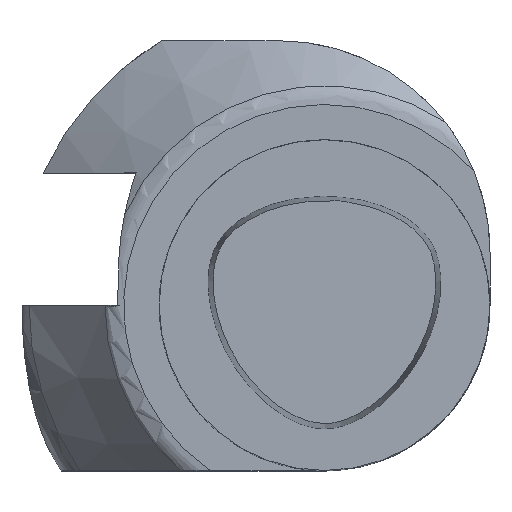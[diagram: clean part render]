
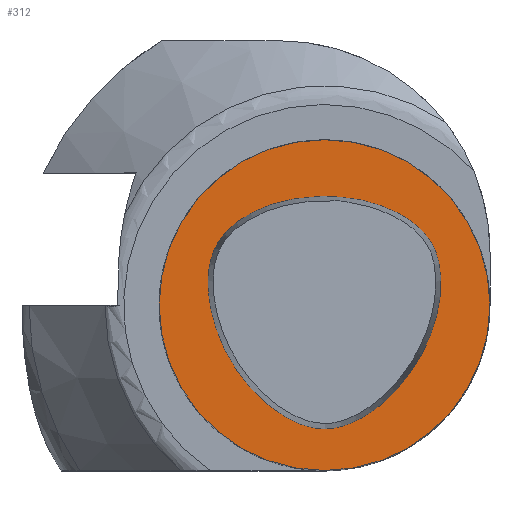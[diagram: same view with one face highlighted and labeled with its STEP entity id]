
A CAD part, top view. The second image highlights one B-rep face of the part: STEP entity #312.
In plain terms, the highlighted planar face has unit normal (0, 0, 1).
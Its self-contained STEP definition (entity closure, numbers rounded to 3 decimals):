
#172=EDGE_CURVE('240[2]',#438,#438,#439,.T.);
#291=EDGE_CURVE('240[2]',#592,#592,#593,.T.);
#312=ADVANCED_FACE('240[2]',(#616,#617),#618,.F.);
#438=VERTEX_POINT('',#838);
#439=B_SPLINE_CURVE_WITH_KNOTS('',3,(#839,#840,#841,#842,#843,#844,#845,#846,#847,#848,#849,#850,#851,#852,#853,#854,#855,#856,#857,#858,#859,#860,#861,#862,#863,#864,#865,#866,#867,#868,#869,#870,#871,#872,#873,#874,#875,#876,#877,#878,#879,#880,#881,#882,#883,#884,#885,#886,#887,#888,#889,#890,#891,#892,#893,#894,#895,#896,#897,#898,#899,#900,#901,#902,#903,#904,#905,#906,#907,#908,#909,#910,#911,#912,#913,#914,#915,#916,#917,#918,#919,#920,#921,#922,#923,#924,#925,#926,#927,#928,#929,#930,#931,#932,#933,#934),.UNSPECIFIED.,.T.,.F.,(4,2,2,2,2,2,2,2,2,2,2,2,2,2,2,2,2,2,2,2,2,2,2,2,2,2,2,2,2,2,2,2,2,2,2,2,2,2,2,2,2,2,2,2,2,2,2,4),(0.0,0.,0.023,0.046,0.069,0.091,0.112,0.133,0.153,0.173,0.194,0.214,0.236,0.257,0.28,0.302,0.326,0.349,0.372,0.395,0.417,0.438,0.459,0.48,0.5,0.52,0.541,0.562,0.583,0.605,0.628,0.651,0.674,0.698,0.72,0.743,0.764,0.786,0.806,0.827,0.847,0.867,0.888,0.909,0.931,0.954,0.977,1.0),.UNSPECIFIED.);
#592=VERTEX_POINT('',#1257);
#593=CIRCLE('',#1258,24.99);
#616=FACE_OUTER_BOUND('',#1706,.T.);
#617=FACE_BOUND('',#1707,.T.);
#618=PLANE('',#1708);
#838=CARTESIAN_POINT('',(0.001,-18.694,0.0));
#839=CARTESIAN_POINT('',(0.001,-18.694,0.0));
#840=CARTESIAN_POINT('',(0.011,-18.694,0.0));
#841=CARTESIAN_POINT('',(0.02,-18.694,0.0));
#842=CARTESIAN_POINT('',(0.871,-18.695,0.0));
#843=CARTESIAN_POINT('',(1.713,-18.556,0.));
#844=CARTESIAN_POINT('',(3.347,-18.108,0.0));
#845=CARTESIAN_POINT('',(4.138,-17.797,0.0));
#846=CARTESIAN_POINT('',(5.644,-17.061,0.0));
#847=CARTESIAN_POINT('',(6.361,-16.639,0.0));
#848=CARTESIAN_POINT('',(7.712,-15.718,0.0));
#849=CARTESIAN_POINT('',(8.348,-15.221,0.0));
#850=CARTESIAN_POINT('',(9.549,-14.18,0.0));
#851=CARTESIAN_POINT('',(10.114,-13.638,0.0));
#852=CARTESIAN_POINT('',(11.179,-12.514,0.0));
#853=CARTESIAN_POINT('',(11.678,-11.934,0.0));
#854=CARTESIAN_POINT('',(12.616,-10.742,0.0));
#855=CARTESIAN_POINT('',(13.055,-10.13,0.));
#856=CARTESIAN_POINT('',(13.877,-8.876,0.0));
#857=CARTESIAN_POINT('',(14.26,-8.233,0.0));
#858=CARTESIAN_POINT('',(14.972,-6.916,0.0));
#859=CARTESIAN_POINT('',(15.3,-6.242,0.0));
#860=CARTESIAN_POINT('',(15.902,-4.857,0.));
#861=CARTESIAN_POINT('',(16.174,-4.147,0.));
#862=CARTESIAN_POINT('',(16.658,-2.689,0.0));
#863=CARTESIAN_POINT('',(16.869,-1.941,0.0));
#864=CARTESIAN_POINT('',(17.218,-0.406,0.0));
#865=CARTESIAN_POINT('',(17.354,0.381,0.0));
#866=CARTESIAN_POINT('',(17.542,1.99,0.0));
#867=CARTESIAN_POINT('',(17.59,2.813,0.));
#868=CARTESIAN_POINT('',(17.564,4.476,0.0));
#869=CARTESIAN_POINT('',(17.486,5.317,0.0));
#870=CARTESIAN_POINT('',(17.171,6.985,0.0));
#871=CARTESIAN_POINT('',(16.933,7.811,0.0));
#872=CARTESIAN_POINT('',(16.223,9.36,0.0));
#873=CARTESIAN_POINT('',(15.753,10.083,0.));
#874=CARTESIAN_POINT('',(14.646,11.379,0.0));
#875=CARTESIAN_POINT('',(14.011,11.953,0.0));
#876=CARTESIAN_POINT('',(12.665,12.971,0.0));
#877=CARTESIAN_POINT('',(11.955,13.418,0.0));
#878=CARTESIAN_POINT('',(10.5,14.197,0.));
#879=CARTESIAN_POINT('',(9.758,14.532,0.0));
#880=CARTESIAN_POINT('',(8.263,15.113,0.0));
#881=CARTESIAN_POINT('',(7.511,15.361,0.0));
#882=CARTESIAN_POINT('',(6.005,15.774,0.0));
#883=CARTESIAN_POINT('',(5.251,15.94,0.));
#884=CARTESIAN_POINT('',(3.745,16.178,0.0));
#885=CARTESIAN_POINT('',(2.993,16.252,0.0));
#886=CARTESIAN_POINT('',(1.489,16.39,0.));
#887=CARTESIAN_POINT('',(0.738,16.454,0.0));
#888=CARTESIAN_POINT('',(-0.759,16.454,0.0));
#889=CARTESIAN_POINT('',(-1.505,16.392,0.0));
#890=CARTESIAN_POINT('',(-3.002,16.253,0.0));
#891=CARTESIAN_POINT('',(-3.753,16.176,0.0));
#892=CARTESIAN_POINT('',(-5.259,15.935,0.0));
#893=CARTESIAN_POINT('',(-6.013,15.769,0.0));
#894=CARTESIAN_POINT('',(-7.522,15.364,0.));
#895=CARTESIAN_POINT('',(-8.275,15.122,0.));
#896=CARTESIAN_POINT('',(-9.771,14.545,0.));
#897=CARTESIAN_POINT('',(-10.514,14.208,0.0));
#898=CARTESIAN_POINT('',(-11.964,13.421,0.0));
#899=CARTESIAN_POINT('',(-12.67,12.968,0.0));
#900=CARTESIAN_POINT('',(-14.011,11.942,0.0));
#901=CARTESIAN_POINT('',(-14.644,11.366,0.0));
#902=CARTESIAN_POINT('',(-15.747,10.068,0.0));
#903=CARTESIAN_POINT('',(-16.217,9.345,0.0));
#904=CARTESIAN_POINT('',(-16.93,7.799,0.0));
#905=CARTESIAN_POINT('',(-17.173,6.976,0.0));
#906=CARTESIAN_POINT('',(-17.495,5.311,0.));
#907=CARTESIAN_POINT('',(-17.574,4.469,0.0));
#908=CARTESIAN_POINT('',(-17.598,2.805,0.0));
#909=CARTESIAN_POINT('',(-17.546,1.982,0.0));
#910=CARTESIAN_POINT('',(-17.353,0.374,0.));
#911=CARTESIAN_POINT('',(-17.214,-0.413,0.0));
#912=CARTESIAN_POINT('',(-16.864,-1.947,0.0));
#913=CARTESIAN_POINT('',(-16.655,-2.696,0.0));
#914=CARTESIAN_POINT('',(-16.172,-4.154,0.));
#915=CARTESIAN_POINT('',(-15.9,-4.864,0.0));
#916=CARTESIAN_POINT('',(-15.298,-6.248,0.0));
#917=CARTESIAN_POINT('',(-14.969,-6.923,0.0));
#918=CARTESIAN_POINT('',(-14.256,-8.24,0.0));
#919=CARTESIAN_POINT('',(-13.873,-8.882,0.));
#920=CARTESIAN_POINT('',(-13.052,-10.136,0.));
#921=CARTESIAN_POINT('',(-12.612,-10.748,0.));
#922=CARTESIAN_POINT('',(-11.674,-11.94,0.));
#923=CARTESIAN_POINT('',(-11.173,-12.519,0.0));
#924=CARTESIAN_POINT('',(-10.107,-13.641,0.0));
#925=CARTESIAN_POINT('',(-9.541,-14.183,0.0));
#926=CARTESIAN_POINT('',(-8.337,-15.22,0.0));
#927=CARTESIAN_POINT('',(-7.7,-15.714,0.0));
#928=CARTESIAN_POINT('',(-6.351,-16.64,0.0));
#929=CARTESIAN_POINT('',(-5.639,-17.071,0.));
#930=CARTESIAN_POINT('',(-4.137,-17.815,0.));
#931=CARTESIAN_POINT('',(-3.346,-18.127,0.0));
#932=CARTESIAN_POINT('',(-1.703,-18.565,0.0));
#933=CARTESIAN_POINT('',(-0.849,-18.69,0.));
#934=CARTESIAN_POINT('',(0.001,-18.694,0.0));
#1257=CARTESIAN_POINT('',(0.,-24.99,0.));
#1258=AXIS2_PLACEMENT_3D('',#2033,#2034,#2035);
#1706=EDGE_LOOP('',(#2056));
#1707=EDGE_LOOP('',(#2057));
#1708=AXIS2_PLACEMENT_3D('',#2058,#2059,#2060);
#2033=CARTESIAN_POINT('',(0.0,0.0,0.0));
#2034=DIRECTION('',(0.0,0.0,1.0));
#2035=DIRECTION('',(0.0,-1.0,0.0));
#2056=ORIENTED_EDGE('',*,*,#291,.T.);
#2057=ORIENTED_EDGE('',*,*,#172,.F.);
#2058=CARTESIAN_POINT('',(0.,-12.495,0.));
#2059=DIRECTION('',(-0.0,-0.0,-1.0));
#2060=DIRECTION('',(0.0,-1.0,0.0));
